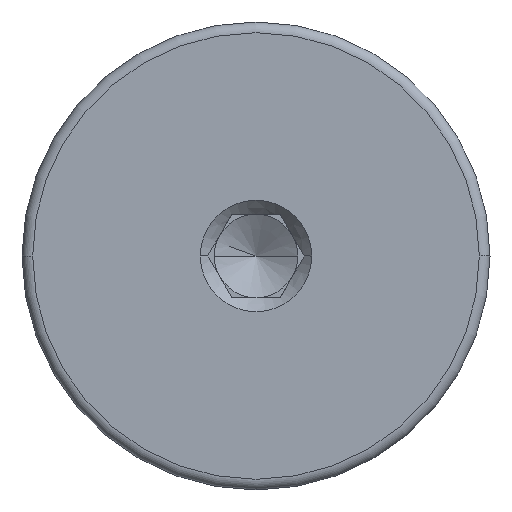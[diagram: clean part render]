
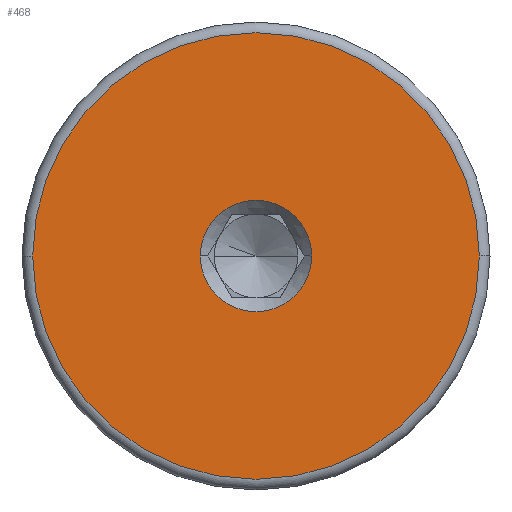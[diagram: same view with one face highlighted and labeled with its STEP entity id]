
A CAD part, left-side view. The second image highlights one B-rep face of the part: STEP entity #468.
In plain terms, the highlighted planar face has unit normal (-1, 0, 0).
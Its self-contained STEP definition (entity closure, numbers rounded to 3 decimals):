
#394=CARTESIAN_POINT('POINT30',(-26.194,
   5.292,0.));
#395=VERTEX_POINT('VERTEX30',#394);
#402=CARTESIAN_POINT('POINT31',(-26.194,-5.292,
   0.));
#403=VERTEX_POINT('VERTEX31',#402);
#404=CARTESIAN_POINT('POS29',(-26.194,0.,
   0.));
#405=DIRECTION('DIR40',(1.,0.,
   0.));
#406=DIRECTION('DIR41',(0.,1.,
   0.));
#407=AXIS2_PLACEMENT_3D('AXIS12',#404,#405,#406);
#408=CIRCLE('ELLIPSE3',#407,5.292);
#409=EDGE_CURVE('EDGE46',#403,#395,#408,.T.);
#439=EDGE_CURVE('EDGE48',#395,#403,#408,.T.);
#444=CARTESIAN_POINT('POINT32',(-26.194,
   21.209,0.));
#445=VERTEX_POINT('VERTEX32',#444);
#446=CARTESIAN_POINT('POINT33',(-26.194,-21.209,
   0.));
#447=VERTEX_POINT('VERTEX33',#446);
#448=CARTESIAN_POINT('POS32',(-26.194,0.,
   0.));
#449=DIRECTION('DIR45',(1.,0.,
   0.));
#450=DIRECTION('DIR46',(0.,1.,
   0.));
#451=AXIS2_PLACEMENT_3D('AXIS14',#448,#449,#450);
#452=CIRCLE('ELLIPSE4',#451,21.209);
#453=EDGE_CURVE('EDGE49',#445,#447,#452,.T.);
#454=ORIENTED_EDGE('COEDGE95',*,*,#453,.F.);
#455=EDGE_CURVE('EDGE50',#447,#445,#452,.T.);
#456=ORIENTED_EDGE('COEDGE96',*,*,#455,.F.);
#457=EDGE_LOOP('NONE',(#454,#456));
#458=FACE_BOUND('LOOP1',#457,.T.);
#459=ORIENTED_EDGE('COEDGE97',*,*,#439,.T.);
#460=ORIENTED_EDGE('COEDGE98',*,*,#409,.T.);
#461=EDGE_LOOP('NONE',(#459,#460));
#462=FACE_BOUND('LOOP1',#461,.T.);
#463=CARTESIAN_POINT('POS33',(-26.194,
   13.25,0.));
#464=DIRECTION('DIR47',(-1.,0.,
   0.));
#465=DIRECTION('DIR48',(0.,1.,
   0.));
#466=AXIS2_PLACEMENT_3D('AXIS15',#463,#464,#465);
#467=PLANE('PLANE8',#466);
#468=ADVANCED_FACE('FACE19',(#458,#462),#467,.T.);
